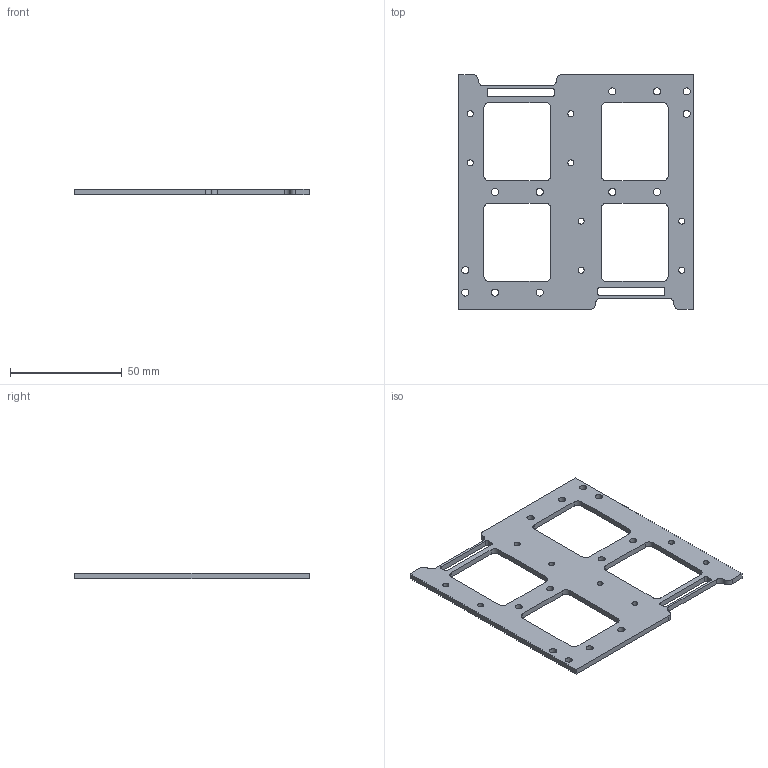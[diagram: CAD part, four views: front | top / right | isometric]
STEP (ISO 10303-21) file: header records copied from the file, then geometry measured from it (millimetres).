
FILE_DESCRIPTION (( 'STEP AP214' ), '1' );
FILE_NAME ('萇喀碟抯啣1.STEP', '2024-06-10T07:08:41', ( '' ), ( '' ), 'SwSTEP 2.0', 'SolidWorks 2021', '' );
FILE_SCHEMA (( 'AUTOMOTIVE_DESIGN' ));
Length unit declared in the file: millimetre
Products named in the file (1): 萇喀碟抯啣1
Bounding box: 105 x 105 x 2.5 mm (x, y, z)
Volume: 15289.7 mm3; surface area: 15370 mm2
Topology: 1 solids, 1 shells, 106 faces, 312 edges, 208 vertices
Faces by surface type: cylinder 72, plane 34
Entity records: 3738 total; most frequent: DIRECTION 670, CARTESIAN_POINT 627, ORIENTED_EDGE 624, EDGE_CURVE 312, AXIS2_PLACEMENT_3D 251, VERTEX_POINT 208, LINE 168, VECTOR 168
